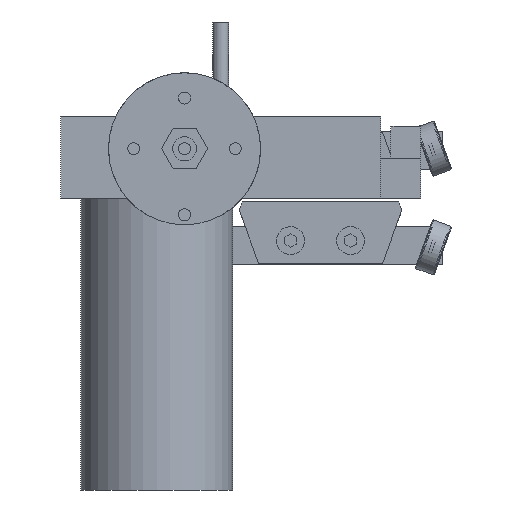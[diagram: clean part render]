
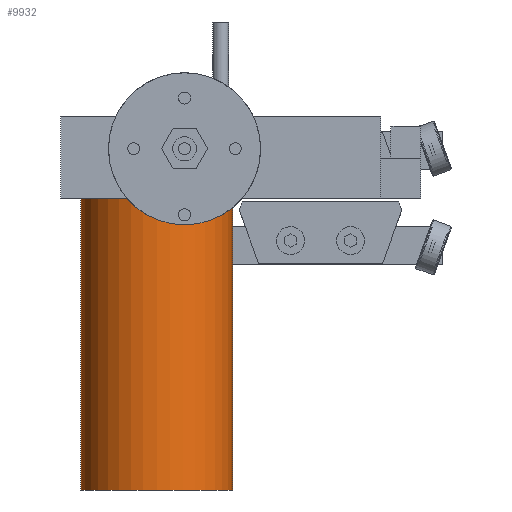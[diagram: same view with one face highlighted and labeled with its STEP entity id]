
A CAD part, front view. The second image highlights one B-rep face of the part: STEP entity #9932.
In plain terms, the highlighted cylindrical face has radius 19 mm (diameter 38 mm), a full revolution.
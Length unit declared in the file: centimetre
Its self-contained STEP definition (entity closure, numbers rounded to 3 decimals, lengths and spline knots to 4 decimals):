
#5533=VERTEX_POINT('',#26825);
#5554=VERTEX_POINT('',#26876);
#6172=EDGE_CURVE('',#5533,#5533,#11073,.T.);
#6197=EDGE_CURVE('',#5554,#5554,#11082,.T.);
#7157=ORIENTED_EDGE('',*,*,#6197,.T.);
#7158=ORIENTED_EDGE('',*,*,#6172,.F.);
#8931=EDGE_LOOP('',(#7157));
#8932=EDGE_LOOP('',(#7158));
#9447=FACE_BOUND('',#8931,.T.);
#9448=FACE_BOUND('',#8932,.T.);
#9932=ADVANCED_FACE('',(#9447,#9448),#10295,.T.);
#10295=CYLINDRICAL_SURFACE('',#23150,1.9);
#11073=CIRCLE('',#23131,1.9);
#11082=CIRCLE('',#23149,1.9);
#23131=AXIS2_PLACEMENT_3D('',#26824,#31023,#31024);
#23149=AXIS2_PLACEMENT_3D('',#26875,#31066,#31067);
#23150=AXIS2_PLACEMENT_3D('',#26877,#31068,#31069);
#26824=CARTESIAN_POINT('',(-1.6,-0.45,0.));
#26825=CARTESIAN_POINT('',(-3.5,-0.45,0.));
#26875=CARTESIAN_POINT('',(-1.6,-0.45,-7.3));
#26876=CARTESIAN_POINT('',(-3.5,-0.45,-7.3));
#26877=CARTESIAN_POINT('',(-1.6,-0.45,0.));
#31023=DIRECTION('',(0.,0.,1.));
#31024=DIRECTION('',(-1.9,0.,0.));
#31066=DIRECTION('',(0.,0.,1.));
#31067=DIRECTION('',(-1.9,0.,0.));
#31068=DIRECTION('',(0.,0.,-1.));
#31069=DIRECTION('',(-1.9,0.,0.));
